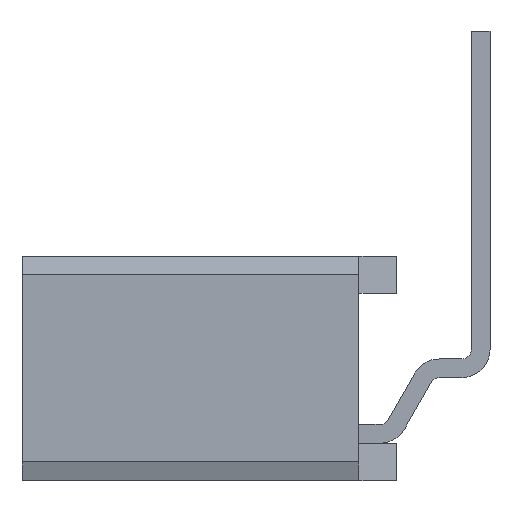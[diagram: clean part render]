
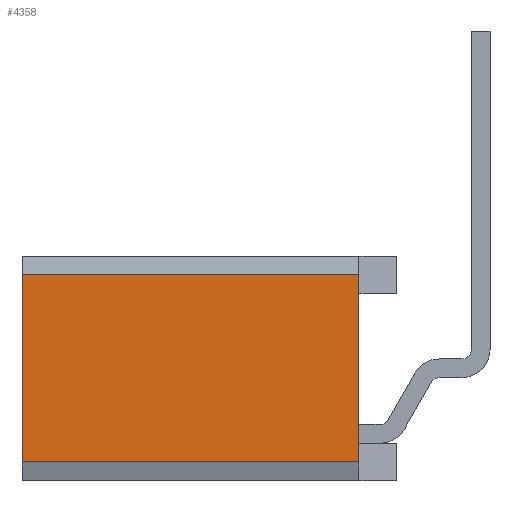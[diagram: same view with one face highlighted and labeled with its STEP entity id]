
A CAD part, left-side view. The second image highlights one B-rep face of the part: STEP entity #4358.
In plain terms, the highlighted planar face has unit normal (-1, 0, 0).
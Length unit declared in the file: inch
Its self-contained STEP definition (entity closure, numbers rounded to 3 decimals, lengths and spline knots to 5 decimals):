
#873=ORIENTED_EDGE('',*,*,#1794,.T.);
#874=ORIENTED_EDGE('',*,*,#1795,.T.);
#875=ORIENTED_EDGE('',*,*,#1796,.T.);
#876=ORIENTED_EDGE('',*,*,#1797,.F.);
#1794=EDGE_CURVE('',#2299,#2300,#2774,.T.);
#1795=EDGE_CURVE('',#2300,#2301,#2775,.T.);
#1796=EDGE_CURVE('',#2301,#2302,#2776,.T.);
#1797=EDGE_CURVE('',#2299,#2302,#2777,.T.);
#2299=VERTEX_POINT('',#6779);
#2300=VERTEX_POINT('',#6780);
#2301=VERTEX_POINT('',#6782);
#2302=VERTEX_POINT('',#6784);
#2774=LINE('',#6778,#3338);
#2775=LINE('',#6781,#3339);
#2776=LINE('',#6783,#3340);
#2777=LINE('',#6785,#3341);
#3338=VECTOR('',#5531,39.37008);
#3339=VECTOR('',#5532,39.37008);
#3340=VECTOR('',#5533,39.37008);
#3341=VECTOR('',#5534,39.37008);
#3687=EDGE_LOOP('',(#873,#874,#875,#876));
#3929=FACE_BOUND('',#3687,.T.);
#4131=PLANE('',#4672);
#4358=ADVANCED_FACE('',(#3929),#4131,.F.);
#4672=AXIS2_PLACEMENT_3D('',#6777,#5529,#5530);
#5529=DIRECTION('',(1.,0.,0.));
#5530=DIRECTION('',(0.,0.,-1.));
#5531=DIRECTION('',(0.,-1.,0.));
#5532=DIRECTION('',(0.,0.,1.));
#5533=DIRECTION('',(0.,1.,0.));
#5534=DIRECTION('',(0.,0.,1.));
#6777=CARTESIAN_POINT('',(-0.25,0.2,-0.06));
#6778=CARTESIAN_POINT('',(-0.25,0.2,-0.05));
#6779=CARTESIAN_POINT('',(-0.25,0.2,-0.05));
#6780=CARTESIAN_POINT('',(-0.25,0.02,-0.05));
#6781=CARTESIAN_POINT('',(-0.25,0.02,-0.04));
#6782=CARTESIAN_POINT('',(-0.25,0.02,0.05));
#6783=CARTESIAN_POINT('',(-0.25,0.2,0.05));
#6784=CARTESIAN_POINT('',(-0.25,0.2,0.05));
#6785=CARTESIAN_POINT('',(-0.25,0.2,-0.06));
